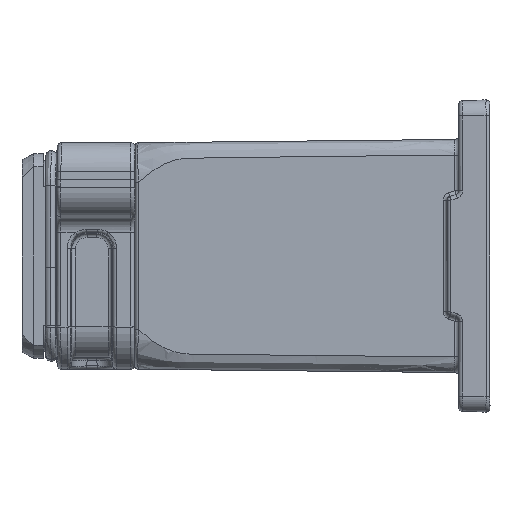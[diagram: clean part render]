
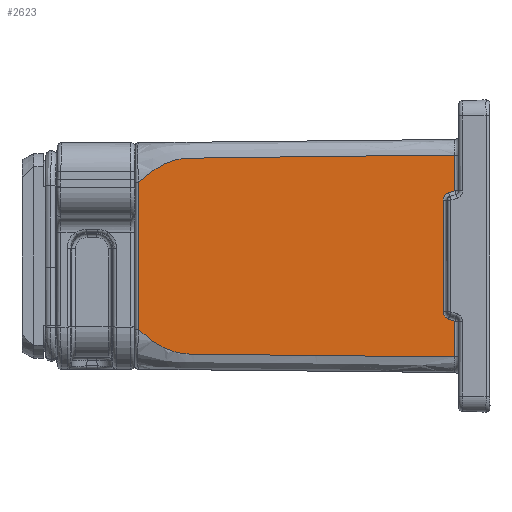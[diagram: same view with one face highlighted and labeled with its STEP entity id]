
A CAD part, left-side view. The second image highlights one B-rep face of the part: STEP entity #2623.
In plain terms, the highlighted planar face has unit normal (-1, 0.011, 0).
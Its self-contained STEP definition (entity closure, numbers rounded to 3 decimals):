
#371=PLANE('',#19388);
#1245=B_SPLINE_CURVE_WITH_KNOTS('',3,(#24851,#24852,#24853,#24854,#24855,
#24856,#24857,#24858,#24859,#24860,#24861,#24862),.UNSPECIFIED.,.F.,.F.,
(4,2,2,2,2,4),(0.,0.125,0.188,0.25,
0.5,1.),.UNSPECIFIED.);
#1280=B_SPLINE_CURVE_WITH_KNOTS('',3,(#25505,#25506,#25507,#25508),
 .UNSPECIFIED.,.F.,.F.,(4,4),(0.,1.),.UNSPECIFIED.);
#1281=B_SPLINE_CURVE_WITH_KNOTS('',3,(#25512,#25513,#25514,#25515),
 .UNSPECIFIED.,.F.,.F.,(4,4),(0.,1.),.UNSPECIFIED.);
#1282=B_SPLINE_CURVE_WITH_KNOTS('',3,(#25522,#25523,#25524,#25525,#25526,
#25527,#25528,#25529,#25530,#25531,#25532,#25533,#25534,#25535,#25536,#25537,
#25538,#25539,#25540,#25541,#25542,#25543,#25544,#25545,#25546,#25547,#25548,
#25549,#25550,#25551,#25552,#25553),.UNSPECIFIED.,.F.,.F.,(4,1,1,2,2,1,
2,2,1,1,1,2,2,1,1,1,1,2,2,2,4),(0.,0.062,0.094,
0.109,0.125,0.141,0.148,
0.156,0.172,0.18,0.184,0.186,
0.187,0.219,0.234,0.242,
0.246,0.248,0.25,0.5,
1.),.UNSPECIFIED.);
#2623=ADVANCED_FACE('NONE',(#3885),#371,.T.);
#3885=FACE_OUTER_BOUND('',#4939,.T.);
#4939=EDGE_LOOP('',(#6543,#6544,#6545,#6546,#6547,#6548,#6549,#6550,#6551,
#6552));
#6543=ORIENTED_EDGE('',*,*,#14279,.T.);
#6544=ORIENTED_EDGE('',*,*,#14280,.T.);
#6545=ORIENTED_EDGE('',*,*,#14281,.T.);
#6546=ORIENTED_EDGE('',*,*,#14282,.T.);
#6547=ORIENTED_EDGE('',*,*,#14283,.T.);
#6548=ORIENTED_EDGE('',*,*,#14284,.T.);
#6549=ORIENTED_EDGE('',*,*,#14285,.T.);
#6550=ORIENTED_EDGE('',*,*,#14234,.F.);
#6551=ORIENTED_EDGE('',*,*,#14286,.T.);
#6552=ORIENTED_EDGE('',*,*,#14287,.T.);
#12341=VERTEX_POINT('',#24850);
#12342=VERTEX_POINT('',#24863);
#12375=VERTEX_POINT('',#25501);
#12376=VERTEX_POINT('',#25502);
#12377=VERTEX_POINT('',#25504);
#12378=VERTEX_POINT('',#25509);
#12379=VERTEX_POINT('',#25511);
#12380=VERTEX_POINT('',#25516);
#12381=VERTEX_POINT('',#25518);
#12382=VERTEX_POINT('',#25521);
#14234=EDGE_CURVE('NONE',#12341,#12342,#1245,.T.);
#14279=EDGE_CURVE('NONE',#12375,#12376,#17147,.T.);
#14280=EDGE_CURVE('NONE',#12376,#12377,#17148,.T.);
#14281=EDGE_CURVE('NONE',#12377,#12378,#1280,.T.);
#14282=EDGE_CURVE('NONE',#12378,#12379,#17149,.T.);
#14283=EDGE_CURVE('NONE',#12379,#12380,#1281,.T.);
#14284=EDGE_CURVE('NONE',#12380,#12381,#17150,.T.);
#14285=EDGE_CURVE('NONE',#12381,#12342,#17151,.T.);
#14286=EDGE_CURVE('NONE',#12341,#12382,#17152,.T.);
#14287=EDGE_CURVE('NONE',#12382,#12375,#1282,.T.);
#17147=LINE('',#25500,#18264);
#17148=LINE('',#25503,#18265);
#17149=LINE('',#25510,#18266);
#17150=LINE('',#25517,#18267);
#17151=LINE('',#25519,#18268);
#17152=LINE('',#25520,#18269);
#18264=VECTOR('',#20834,1.);
#18265=VECTOR('',#20835,1.);
#18266=VECTOR('',#20836,1.);
#18267=VECTOR('',#20837,1.);
#18268=VECTOR('',#20838,1.);
#18269=VECTOR('',#20839,1.);
#19388=AXIS2_PLACEMENT_3D('',#25554,#20840,#20841);
#20834=DIRECTION('',(0.,0.,1.));
#20835=DIRECTION('',(0.01,0.949,0.316));
#20836=DIRECTION('',(0.,0.,1.));
#20837=DIRECTION('',(-0.01,-0.949,0.316));
#20838=DIRECTION('',(0.,0.,1.));
#20839=DIRECTION('',(0.,0.,-1.));
#20840=DIRECTION('',(-1.,0.01,0.));
#20841=DIRECTION('',(-0.01,-1.,0.));
#24850=CARTESIAN_POINT('',(29.872,90.011,-21.123));
#24851=CARTESIAN_POINT('',(29.872,90.011,-21.123));
#24852=CARTESIAN_POINT('',(29.848,87.668,-18.898));
#24853=CARTESIAN_POINT('',(29.819,84.957,-16.879));
#24854=CARTESIAN_POINT('',(29.769,80.14,-15.159));
#24855=CARTESIAN_POINT('',(29.751,78.41,-14.856));
#24856=CARTESIAN_POINT('',(29.714,74.939,-14.806));
#24857=CARTESIAN_POINT('',(29.696,73.203,-14.796));
#24858=CARTESIAN_POINT('',(29.605,64.526,-14.704));
#24859=CARTESIAN_POINT('',(29.533,57.584,-14.633));
#24860=CARTESIAN_POINT('',(29.315,36.758,-14.414));
#24861=CARTESIAN_POINT('',(29.169,22.874,-14.269));
#24862=CARTESIAN_POINT('',(29.024,8.99,-14.124));
#24863=CARTESIAN_POINT('',(29.024,8.99,-14.124));
#25500=CARTESIAN_POINT('',(29.024,8.99,-72.955));
#25501=CARTESIAN_POINT('',(29.024,8.99,-65.842));
#25502=CARTESIAN_POINT('',(29.024,8.99,-56.703));
#25503=CARTESIAN_POINT('',(29.024,8.99,-56.703));
#25504=CARTESIAN_POINT('',(29.041,10.622,-56.159));
#25505=CARTESIAN_POINT('',(29.041,10.622,-56.159));
#25506=CARTESIAN_POINT('',(29.049,11.445,-55.877));
#25507=CARTESIAN_POINT('',(29.055,11.982,-55.134));
#25508=CARTESIAN_POINT('',(29.055,11.99,-54.262));
#25509=CARTESIAN_POINT('',(29.055,11.99,-54.262));
#25510=CARTESIAN_POINT('',(29.055,11.99,-72.955));
#25511=CARTESIAN_POINT('',(29.055,11.99,-25.703));
#25512=CARTESIAN_POINT('',(29.055,11.99,-25.703));
#25513=CARTESIAN_POINT('',(29.055,11.983,-24.834));
#25514=CARTESIAN_POINT('',(29.05,11.447,-24.089));
#25515=CARTESIAN_POINT('',(29.041,10.622,-23.806));
#25516=CARTESIAN_POINT('',(29.041,10.622,-23.806));
#25517=CARTESIAN_POINT('',(29.041,10.622,-23.806));
#25518=CARTESIAN_POINT('',(29.024,8.99,-23.262));
#25519=CARTESIAN_POINT('',(29.024,8.99,-72.955));
#25520=CARTESIAN_POINT('',(29.872,90.011,-72.955));
#25521=CARTESIAN_POINT('',(29.872,90.011,-58.842));
#25522=CARTESIAN_POINT('',(29.872,90.011,-58.842));
#25523=CARTESIAN_POINT('',(29.857,88.581,-60.205));
#25524=CARTESIAN_POINT('',(29.835,86.428,-61.918));
#25525=CARTESIAN_POINT('',(29.808,83.897,-63.336));
#25526=CARTESIAN_POINT('',(29.797,82.809,-63.819));
#25527=CARTESIAN_POINT('',(29.789,82.083,-64.114));
#25528=CARTESIAN_POINT('',(29.786,81.772,-64.23));
#25529=CARTESIAN_POINT('',(29.777,80.939,-64.504));
#25530=CARTESIAN_POINT('',(29.771,80.313,-64.682));
#25531=CARTESIAN_POINT('',(29.764,79.683,-64.819));
#25532=CARTESIAN_POINT('',(29.76,79.263,-64.901));
#25533=CARTESIAN_POINT('',(29.757,79.012,-64.944));
#25534=CARTESIAN_POINT('',(29.752,78.503,-65.022));
#25535=CARTESIAN_POINT('',(29.746,77.926,-65.081));
#25536=CARTESIAN_POINT('',(29.737,77.134,-65.12));
#25537=CARTESIAN_POINT('',(29.733,76.708,-65.132));
#25538=CARTESIAN_POINT('',(29.731,76.519,-65.135));
#25539=CARTESIAN_POINT('',(29.73,76.392,-65.137));
#25540=CARTESIAN_POINT('',(29.728,76.276,-65.138));
#25541=CARTESIAN_POINT('',(29.726,76.038,-65.14));
#25542=CARTESIAN_POINT('',(29.717,75.222,-65.148));
#25543=CARTESIAN_POINT('',(29.699,73.434,-65.167));
#25544=CARTESIAN_POINT('',(29.687,72.33,-65.178));
#25545=CARTESIAN_POINT('',(29.681,71.726,-65.185));
#25546=CARTESIAN_POINT('',(29.678,71.456,-65.188));
#25547=CARTESIAN_POINT('',(29.676,71.274,-65.189));
#25548=CARTESIAN_POINT('',(29.675,71.141,-65.191));
#25549=CARTESIAN_POINT('',(29.602,64.185,-65.264));
#25550=CARTESIAN_POINT('',(29.53,57.288,-65.336));
#25551=CARTESIAN_POINT('',(29.313,36.588,-65.552));
#25552=CARTESIAN_POINT('',(29.168,22.789,-65.697));
#25553=CARTESIAN_POINT('',(29.024,8.99,-65.842));
#25554=CARTESIAN_POINT('',(29.883,91.,-72.955));
